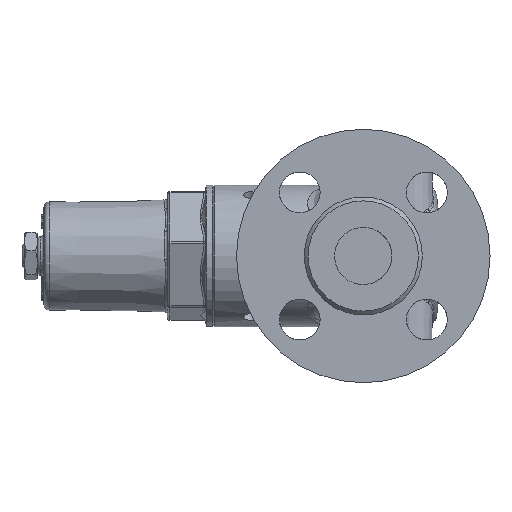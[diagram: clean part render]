
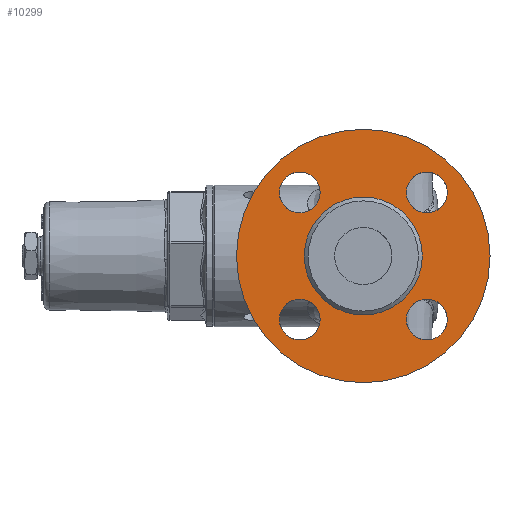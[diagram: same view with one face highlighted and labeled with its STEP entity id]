
A CAD part, left-side view. The second image highlights one B-rep face of the part: STEP entity #10299.
In plain terms, the highlighted planar face has unit normal (-1, 0, 0).
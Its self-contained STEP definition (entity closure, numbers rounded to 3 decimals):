
#224=FACE_BOUND('',#2734,.T.);
#225=FACE_BOUND('',#2735,.T.);
#226=FACE_BOUND('',#2736,.T.);
#227=FACE_BOUND('',#2737,.T.);
#228=FACE_BOUND('',#2738,.T.);
#1721=CIRCLE('',#10958,7.95);
#1722=CIRCLE('',#10960,7.95);
#1723=CIRCLE('',#10962,7.95);
#1724=CIRCLE('',#10964,7.95);
#1726=CIRCLE('',#10970,22.95);
#1727=CIRCLE('',#10972,49.3);
#2104=FACE_OUTER_BOUND('',#2733,.T.);
#2733=EDGE_LOOP('',(#7094));
#2734=EDGE_LOOP('',(#7095));
#2735=EDGE_LOOP('',(#7096));
#2736=EDGE_LOOP('',(#7097));
#2737=EDGE_LOOP('',(#7098));
#2738=EDGE_LOOP('',(#7099));
#4373=VERTEX_POINT('',#14903);
#4376=VERTEX_POINT('',#14947);
#4379=VERTEX_POINT('',#14991);
#4382=VERTEX_POINT('',#15035);
#4390=VERTEX_POINT('',#15127);
#4391=VERTEX_POINT('',#15131);
#5411=EDGE_CURVE('',#4373,#4373,#1721,.T.);
#5415=EDGE_CURVE('',#4376,#4376,#1722,.T.);
#5419=EDGE_CURVE('',#4379,#4379,#1723,.T.);
#5423=EDGE_CURVE('',#4382,#4382,#1724,.T.);
#5433=EDGE_CURVE('',#4390,#4390,#1726,.T.);
#5435=EDGE_CURVE('',#4391,#4391,#1727,.T.);
#7094=ORIENTED_EDGE('',*,*,#5435,.T.);
#7095=ORIENTED_EDGE('',*,*,#5411,.T.);
#7096=ORIENTED_EDGE('',*,*,#5415,.T.);
#7097=ORIENTED_EDGE('',*,*,#5419,.T.);
#7098=ORIENTED_EDGE('',*,*,#5423,.T.);
#7099=ORIENTED_EDGE('',*,*,#5433,.F.);
#10155=PLANE('',#10971);
#10299=ADVANCED_FACE('',(#2104,#224,#225,#226,#227,#228),#10155,.F.);
#10958=AXIS2_PLACEMENT_3D('',#14904,#11749,#11750);
#10960=AXIS2_PLACEMENT_3D('',#14948,#11754,#11755);
#10962=AXIS2_PLACEMENT_3D('',#14992,#11759,#11760);
#10964=AXIS2_PLACEMENT_3D('',#15036,#11764,#11765);
#10970=AXIS2_PLACEMENT_3D('',#15128,#11777,#11778);
#10971=AXIS2_PLACEMENT_3D('',#15130,#11780,#11781);
#10972=AXIS2_PLACEMENT_3D('',#15132,#11782,#11783);
#11749=DIRECTION('center_axis',(1.,0.,0.));
#11750=DIRECTION('ref_axis',(0.,1.,0.));
#11754=DIRECTION('center_axis',(1.,0.,0.));
#11755=DIRECTION('ref_axis',(0.,0.,-1.));
#11759=DIRECTION('center_axis',(1.,0.,0.));
#11760=DIRECTION('ref_axis',(0.,-1.,0.));
#11764=DIRECTION('center_axis',(1.,0.,0.));
#11765=DIRECTION('ref_axis',(0.,0.,1.));
#11777=DIRECTION('center_axis',(-1.,0.,0.));
#11778=DIRECTION('ref_axis',(0.,0.,1.));
#11780=DIRECTION('center_axis',(1.,0.,0.));
#11781=DIRECTION('ref_axis',(0.,0.,-1.));
#11782=DIRECTION('center_axis',(-1.,0.,0.));
#11783=DIRECTION('ref_axis',(0.,0.,1.));
#14903=CARTESIAN_POINT('',(-73.5,16.763,-24.713));
#14904=CARTESIAN_POINT('Origin',(-73.5,24.713,-24.713));
#14947=CARTESIAN_POINT('',(-73.5,-24.713,-16.763));
#14948=CARTESIAN_POINT('Origin',(-73.5,-24.713,-24.713));
#14991=CARTESIAN_POINT('',(-73.5,-16.763,24.713));
#14992=CARTESIAN_POINT('Origin',(-73.5,-24.713,24.713));
#15035=CARTESIAN_POINT('',(-73.5,24.713,16.763));
#15036=CARTESIAN_POINT('Origin',(-73.5,24.713,24.713));
#15127=CARTESIAN_POINT('',(-73.5,-22.95,0.));
#15128=CARTESIAN_POINT('Origin',(-73.5,0.,0.));
#15130=CARTESIAN_POINT('Origin',(-73.5,49.3,0.));
#15131=CARTESIAN_POINT('',(-73.5,-49.3,0.));
#15132=CARTESIAN_POINT('Origin',(-73.5,0.,0.));
